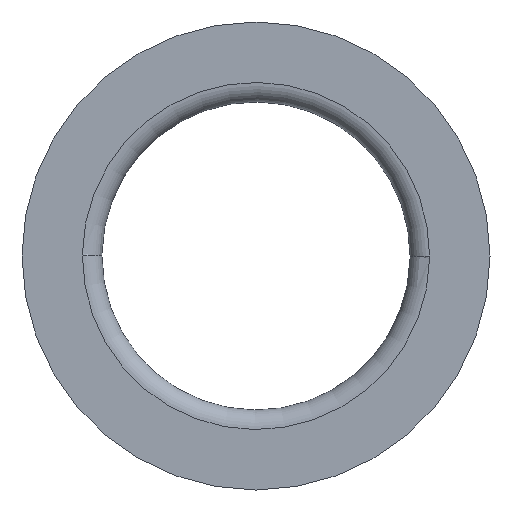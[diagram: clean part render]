
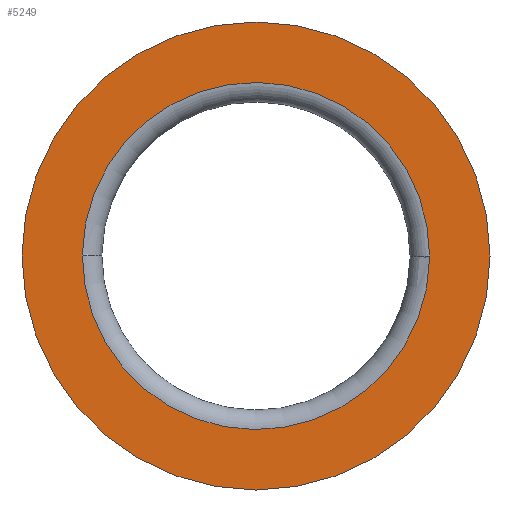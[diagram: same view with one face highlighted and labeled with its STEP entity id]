
A CAD part, front view. The second image highlights one B-rep face of the part: STEP entity #5249.
In plain terms, the highlighted planar face has unit normal (0, -1, 0).
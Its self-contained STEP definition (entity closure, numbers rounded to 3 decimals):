
#2898=CARTESIAN_POINT('',(0.,-5.25,0.));
#2899=DIRECTION('',(0.,1.,0.));
#2900=DIRECTION('',(1.,0.,0.));
#2901=AXIS2_PLACEMENT_3D('',#2898,#2899,#2900);
#2930=CARTESIAN_POINT('',(0.,-5.25,0.));
#2931=DIRECTION('',(0.,1.,0.));
#2932=DIRECTION('',(-1.,0.,0.));
#2933=AXIS2_PLACEMENT_3D('',#2930,#2931,#2932);
#3575=CARTESIAN_POINT('',(0.,-5.25,0.));
#3576=DIRECTION('',(0.,1.,0.));
#3577=DIRECTION('',(1.,0.,0.));
#3578=AXIS2_PLACEMENT_3D('',#3575,#3576,#3577);
#3583=CARTESIAN_POINT('',(0.,-5.25,0.));
#3584=DIRECTION('',(0.,1.,0.));
#3585=DIRECTION('',(-1.,0.,0.));
#3586=AXIS2_PLACEMENT_3D('',#3583,#3584,#3585);
#3591=CARTESIAN_POINT('',(0.,-5.25,0.));
#3592=DIRECTION('',(0.,-1.,0.));
#3593=DIRECTION('',(-1.,0.,0.));
#3594=AXIS2_PLACEMENT_3D('',#3591,#3592,#3593);
#3599=CARTESIAN_POINT('',(0.,-5.25,0.));
#3600=DIRECTION('',(0.,-1.,0.));
#3601=DIRECTION('',(1.,0.,0.));
#3602=AXIS2_PLACEMENT_3D('',#3599,#3600,#3601);
#4485=CARTESIAN_POINT('',(4.45,-5.25,0.));
#4486=VERTEX_POINT('',#4485);
#4487=CARTESIAN_POINT('',(4.449,-5.25,-0.08));
#4488=VERTEX_POINT('',#4487);
#4489=CARTESIAN_POINT('',(-4.45,-5.25,0.));
#4490=VERTEX_POINT('',#4489);
#4493=CARTESIAN_POINT('',(-4.449,-5.25,0.08));
#4494=VERTEX_POINT('',#4493);
#4634=CARTESIAN_POINT('',(-6.,-5.25,0.));
#4635=VERTEX_POINT('',#4634);
#4636=CARTESIAN_POINT('',(6.,-5.25,0.));
#4637=VERTEX_POINT('',#4636);
#5234=CARTESIAN_POINT('',(0.,-5.25,0.));
#5235=DIRECTION('',(0.,-1.,0.));
#5236=DIRECTION('',(-1.,0.,0.));
#5237=AXIS2_PLACEMENT_3D('',#5234,#5235,#5236);
#5238=PLANE('',#5237);
#5239=ORIENTED_EDGE('',*,*,#5220,.T.);
#5240=ORIENTED_EDGE('',*,*,#5202,.T.);
#5241=EDGE_LOOP('',(#5239,#5240));
#5242=FACE_OUTER_BOUND('',#5241,.F.);
#5243=ORIENTED_EDGE('',*,*,#4752,.T.);
#5244=ORIENTED_EDGE('',*,*,#4750,.F.);
#5245=ORIENTED_EDGE('',*,*,#4778,.T.);
#5246=ORIENTED_EDGE('',*,*,#4776,.F.);
#5247=EDGE_LOOP('',(#5243,#5244,#5245,#5246));
#5248=FACE_BOUND('',#5247,.F.);
#2902=CIRCLE('',#2901,4.45);
#2934=CIRCLE('',#2933,4.45);
#3579=CIRCLE('',#3578,6.);
#3587=CIRCLE('',#3586,6.);
#3595=CIRCLE('',#3594,4.45);
#3603=CIRCLE('',#3602,4.45);
#4750=EDGE_CURVE('',#4486,#4488,#2902,.T.);
#4752=EDGE_CURVE('',#4490,#4488,#3595,.T.);
#4776=EDGE_CURVE('',#4490,#4494,#2934,.T.);
#4778=EDGE_CURVE('',#4486,#4494,#3603,.T.);
#5202=EDGE_CURVE('',#4635,#4637,#3587,.T.);
#5220=EDGE_CURVE('',#4637,#4635,#3579,.T.);
#5249=ADVANCED_FACE('',(#5242,#5248),#5238,.T.);
